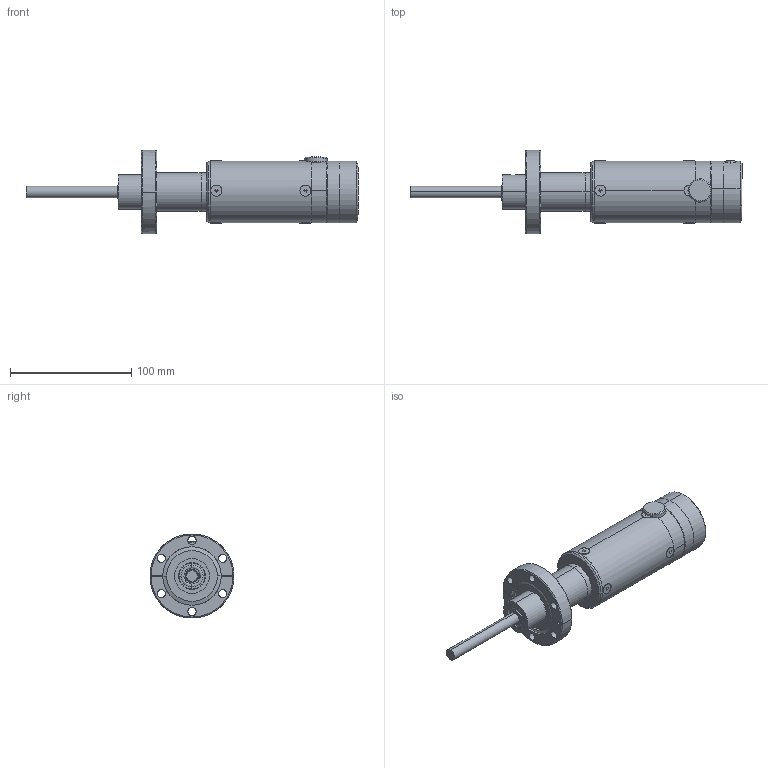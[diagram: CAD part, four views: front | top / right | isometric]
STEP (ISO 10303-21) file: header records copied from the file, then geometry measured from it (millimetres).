
FILE_DESCRIPTION (( 'STEP AP214' ), '1' );
FILE_NAME ('FRM-275-38.STEP', '2017-02-20T19:34:59', ( 'My Thermionics' ), ( '' ), 'SwSTEP 2.0', 'SolidWorks 2010', '' );
FILE_SCHEMA (( 'AUTOMOTIVE_DESIGN' ));
Length unit declared in the file: inch
Products named in the file (1): FRM-275-38
Bounding box: 274.07 x 69.34 x 69.34 mm (x, y, z)
Surface area: 51405 mm2 (no closed solid volume)
Topology: 0 solids, 22 shells, 212 faces, 584 edges, 389 vertices
Faces by surface type: plane 94, cylinder 78, cone 36, torus 4
Entity records: 10322 total; most frequent: CARTESIAN_POINT 2059, DIRECTION 1212, ORIENTED_EDGE 985, EDGE_CURVE 582, AXIS2_PLACEMENT_3D 447, VERTEX_POINT 389, VECTOR 318, LINE 318
